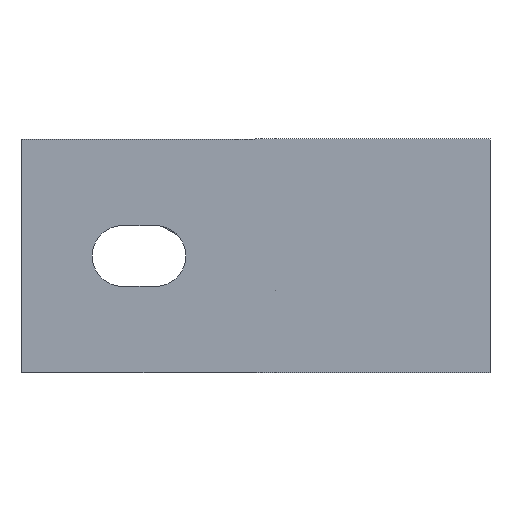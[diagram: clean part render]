
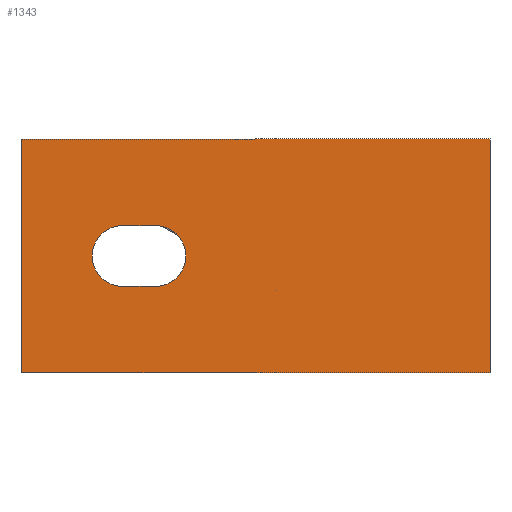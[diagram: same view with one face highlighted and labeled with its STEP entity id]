
A CAD part, left-side view. The second image highlights one B-rep face of the part: STEP entity #1343.
In plain terms, the highlighted face is planar.
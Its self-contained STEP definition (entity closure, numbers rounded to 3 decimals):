
#15 = VECTOR ( 'NONE', #2210, 1000. ) ;
#27 = CARTESIAN_POINT ( 'NONE',  ( 25., 21.5, 8. ) ) ;
#42 = DIRECTION ( 'NONE',  ( -1., 0., 0. ) ) ;
#56 = LINE ( 'NONE', #27, #266 ) ;
#131 = CARTESIAN_POINT ( 'NONE',  ( -25., 21.5, 8. ) ) ;
#173 = EDGE_CURVE ( 'NONE', #693, #795, #1052, .T. ) ;
#190 = EDGE_CURVE ( 'NONE', #638, #474, #1502, .T. ) ;
#201 = ORIENTED_EDGE ( 'NONE', *, *, #1787, .T. ) ;
#236 = CARTESIAN_POINT ( 'NONE',  ( 25., -78.5, 8. ) ) ;
#266 = VECTOR ( 'NONE', #1576, 1000. ) ;
#290 = CARTESIAN_POINT ( 'NONE',  ( 0., 0., 8. ) ) ;
#303 = AXIS2_PLACEMENT_3D ( 'NONE', #779, #1315, #618 ) ;
#336 = VERTEX_POINT ( 'NONE', #1776 ) ;
#349 = AXIS2_PLACEMENT_3D ( 'NONE', #290, #1310, #801 ) ;
#445 = ORIENTED_EDGE ( 'NONE', *, *, #772, .F. ) ;
#465 = CIRCLE ( 'NONE', #349, 6.5 ) ;
#474 = VERTEX_POINT ( 'NONE', #131 ) ;
#521 = DIRECTION ( 'NONE',  ( 0., -1., 0. ) ) ;
#545 = LINE ( 'NONE', #893, #15 ) ;
#618 = DIRECTION ( 'NONE',  ( 1., 0., 0. ) ) ;
#623 = DIRECTION ( 'NONE',  ( 1., 0., 0. ) ) ;
#627 = CARTESIAN_POINT ( 'NONE',  ( -25., -78.5, 8. ) ) ;
#638 = VERTEX_POINT ( 'NONE', #953 ) ;
#641 = CIRCLE ( 'NONE', #303, 6.5 ) ;
#647 = FACE_OUTER_BOUND ( 'NONE', #1545, .T. ) ;
#689 = CARTESIAN_POINT ( 'NONE',  ( 6.5, -7., 8. ) ) ;
#693 = VERTEX_POINT ( 'NONE', #1194 ) ;
#722 = CARTESIAN_POINT ( 'NONE',  ( -6.5, -7., 8. ) ) ;
#743 = VECTOR ( 'NONE', #521, 1000. ) ;
#772 = EDGE_CURVE ( 'NONE', #912, #1825, #545, .T. ) ;
#779 = CARTESIAN_POINT ( 'NONE',  ( 0., -7., 8. ) ) ;
#795 = VERTEX_POINT ( 'NONE', #722 ) ;
#801 = DIRECTION ( 'NONE',  ( 1., 0., 0. ) ) ;
#890 = VECTOR ( 'NONE', #623, 1000. ) ;
#893 = CARTESIAN_POINT ( 'NONE',  ( 6.5, 0., 8. ) ) ;
#912 = VERTEX_POINT ( 'NONE', #689 ) ;
#946 = LINE ( 'NONE', #2133, #890 ) ;
#953 = CARTESIAN_POINT ( 'NONE',  ( 25., 21.5, 8. ) ) ;
#1052 = LINE ( 'NONE', #1364, #743 ) ;
#1057 = VERTEX_POINT ( 'NONE', #236 ) ;
#1116 = FACE_BOUND ( 'NONE', #1539, .T. ) ;
#1151 = PLANE ( 'NONE',  #1251 ) ;
#1194 = CARTESIAN_POINT ( 'NONE',  ( -6.5, 0., 8. ) ) ;
#1202 = ORIENTED_EDGE ( 'NONE', *, *, #1379, .F. ) ;
#1203 = VECTOR ( 'NONE', #42, 1000. ) ;
#1251 = AXIS2_PLACEMENT_3D ( 'NONE', #627, #1827, #2115 ) ;
#1289 = ORIENTED_EDGE ( 'NONE', *, *, #173, .F. ) ;
#1295 = ORIENTED_EDGE ( 'NONE', *, *, #1504, .T. ) ;
#1310 = DIRECTION ( 'NONE',  ( 0., 0., 1. ) ) ;
#1315 = DIRECTION ( 'NONE',  ( 0., 0., 1. ) ) ;
#1331 = ORIENTED_EDGE ( 'NONE', *, *, #190, .T. ) ;
#1343 = ADVANCED_FACE ( 'NONE', ( #647, #1116 ), #1151, .T. ) ;
#1364 = CARTESIAN_POINT ( 'NONE',  ( -6.5, 0., 8. ) ) ;
#1379 = EDGE_CURVE ( 'NONE', #795, #912, #641, .T. ) ;
#1474 = CARTESIAN_POINT ( 'NONE',  ( 6.5, 0., 8. ) ) ;
#1502 = LINE ( 'NONE', #2170, #1203 ) ;
#1504 = EDGE_CURVE ( 'NONE', #474, #336, #1889, .T. ) ;
#1537 = CARTESIAN_POINT ( 'NONE',  ( -25., 21.5, 8. ) ) ;
#1539 = EDGE_LOOP ( 'NONE', ( #1289, #2046, #445, #1202 ) ) ;
#1545 = EDGE_LOOP ( 'NONE', ( #1295, #201, #1909, #1331 ) ) ;
#1576 = DIRECTION ( 'NONE',  ( 0., 1., 0. ) ) ;
#1648 = EDGE_CURVE ( 'NONE', #1057, #638, #56, .T. ) ;
#1672 = DIRECTION ( 'NONE',  ( 0., -1., 0. ) ) ;
#1759 = EDGE_CURVE ( 'NONE', #1825, #693, #465, .T. ) ;
#1776 = CARTESIAN_POINT ( 'NONE',  ( -25., -78.5, 8. ) ) ;
#1787 = EDGE_CURVE ( 'NONE', #336, #1057, #946, .T. ) ;
#1825 = VERTEX_POINT ( 'NONE', #1474 ) ;
#1827 = DIRECTION ( 'NONE',  ( 0., 0., 1. ) ) ;
#1889 = LINE ( 'NONE', #1537, #1913 ) ;
#1909 = ORIENTED_EDGE ( 'NONE', *, *, #1648, .T. ) ;
#1913 = VECTOR ( 'NONE', #1672, 1000. ) ;
#2046 = ORIENTED_EDGE ( 'NONE', *, *, #1759, .F. ) ;
#2115 = DIRECTION ( 'NONE',  ( 1., 0., 0. ) ) ;
#2133 = CARTESIAN_POINT ( 'NONE',  ( -25., -78.5, 8. ) ) ;
#2170 = CARTESIAN_POINT ( 'NONE',  ( -25., 21.5, 8. ) ) ;
#2210 = DIRECTION ( 'NONE',  ( 0., 1., 0. ) ) ;
